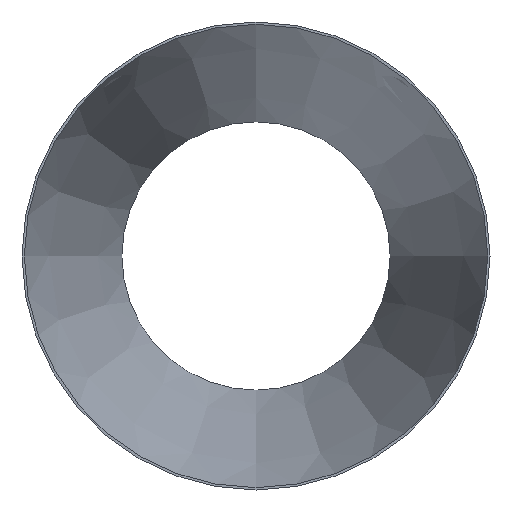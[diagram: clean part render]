
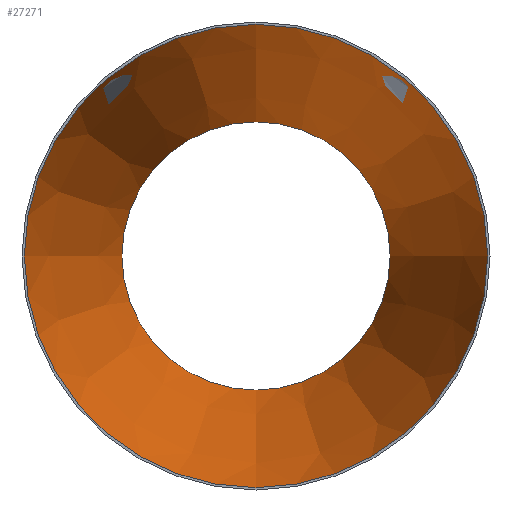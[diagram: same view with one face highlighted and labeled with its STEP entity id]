
A CAD part, front view. The second image highlights one B-rep face of the part: STEP entity #27271.
In plain terms, the highlighted conical face has half-angle 14.036 degrees and reference radius 301.708 mm.
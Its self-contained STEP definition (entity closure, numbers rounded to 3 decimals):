
#2433 = DIRECTION ( 'NONE',  ( 0., -1., 0. ) ) ;
#3040 = CARTESIAN_POINT ( 'NONE',  ( 0., 0., 0. ) ) ;
#4363 = EDGE_CURVE ( 'NONE', #19634, #19634, #44100, .T. ) ;
#4861 = CARTESIAN_POINT ( 'NONE',  ( 0., 508., 0. ) ) ;
#18404 = DIRECTION ( 'NONE',  ( 0., 0., -1. ) ) ;
#19634 = VERTEX_POINT ( 'NONE', #36083 ) ;
#20773 = AXIS2_PLACEMENT_3D ( 'NONE', #3040, #32698, #53049 ) ;
#23043 = ORIENTED_EDGE ( 'NONE', *, *, #4363, .T. ) ;
#23391 = AXIS2_PLACEMENT_3D ( 'NONE', #4861, #41940, #30418 ) ;
#26642 = EDGE_CURVE ( 'NONE', #48458, #48458, #41810, .T. ) ;
#27271 = ADVANCED_FACE ( 'NONE', ( #36272, #40684 ), #43581, .F. ) ;
#30418 = DIRECTION ( 'NONE',  ( 0., 0., -1. ) ) ;
#32245 = CARTESIAN_POINT ( 'NONE',  ( 0., 508., -174.708 ) ) ;
#32698 = DIRECTION ( 'NONE',  ( 0., -1., 0. ) ) ;
#33944 = EDGE_LOOP ( 'NONE', ( #34418 ) ) ;
#34418 = ORIENTED_EDGE ( 'NONE', *, *, #26642, .F. ) ;
#36083 = CARTESIAN_POINT ( 'NONE',  ( 0., 0., -301.708 ) ) ;
#36272 = FACE_BOUND ( 'NONE', #33944, .T. ) ;
#39550 = CARTESIAN_POINT ( 'NONE',  ( 0., 0., 0. ) ) ;
#40684 = FACE_OUTER_BOUND ( 'NONE', #54061, .T. ) ;
#41810 = CIRCLE ( 'NONE', #23391, 174.708 ) ;
#41940 = DIRECTION ( 'NONE',  ( 0., -1., 0. ) ) ;
#43581 = CONICAL_SURFACE ( 'NONE', #20773, 301.708, 0.245 ) ;
#44100 = CIRCLE ( 'NONE', #51128, 301.708 ) ;
#48458 = VERTEX_POINT ( 'NONE', #32245 ) ;
#51128 = AXIS2_PLACEMENT_3D ( 'NONE', #39550, #2433, #18404 ) ;
#53049 = DIRECTION ( 'NONE',  ( 0., 0., -1. ) ) ;
#54061 = EDGE_LOOP ( 'NONE', ( #23043 ) ) ;
